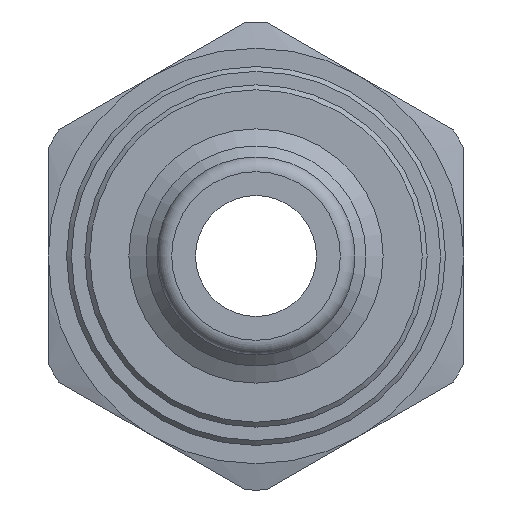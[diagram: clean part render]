
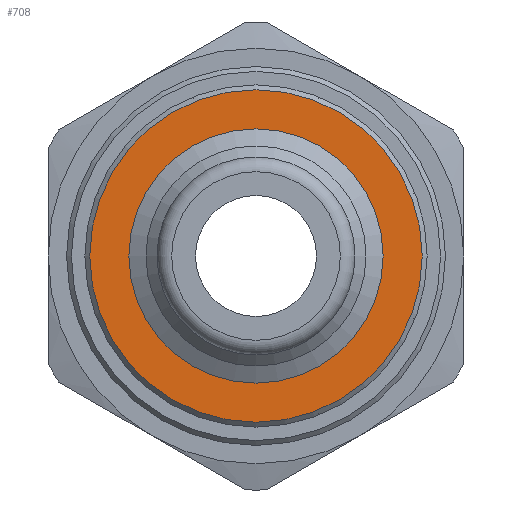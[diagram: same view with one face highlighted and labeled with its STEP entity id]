
A CAD part, left-side view. The second image highlights one B-rep face of the part: STEP entity #708.
In plain terms, the highlighted planar face has unit normal (-1, 0, 0).
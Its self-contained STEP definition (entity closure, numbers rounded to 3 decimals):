
#102=PLANE('',#792);
#112=FACE_BOUND('',#223,.T.);
#164=FACE_OUTER_BOUND('',#222,.T.);
#222=EDGE_LOOP('',(#596));
#223=EDGE_LOOP('',(#597));
#301=CIRCLE('',#790,6.8);
#303=CIRCLE('',#793,5.2);
#368=VERTEX_POINT('',#1261);
#370=VERTEX_POINT('',#1266);
#455=EDGE_CURVE('',#368,#368,#301,.T.);
#457=EDGE_CURVE('',#370,#370,#303,.T.);
#596=ORIENTED_EDGE('',*,*,#455,.F.);
#597=ORIENTED_EDGE('',*,*,#457,.T.);
#708=ADVANCED_FACE('',(#164,#112),#102,.T.);
#790=AXIS2_PLACEMENT_3D('',#1262,#966,#967);
#792=AXIS2_PLACEMENT_3D('',#1265,#970,#971);
#793=AXIS2_PLACEMENT_3D('',#1267,#972,#973);
#966=DIRECTION('center_axis',(1.,0.,0.));
#967=DIRECTION('ref_axis',(0.,-1.,0.));
#970=DIRECTION('center_axis',(-1.,0.,0.));
#971=DIRECTION('ref_axis',(0.,0.,1.));
#972=DIRECTION('center_axis',(1.,0.,0.));
#973=DIRECTION('ref_axis',(0.,1.,0.));
#1261=CARTESIAN_POINT('',(23.5,6.8,0.));
#1262=CARTESIAN_POINT('Origin',(23.5,0.,0.));
#1265=CARTESIAN_POINT('Origin',(23.5,6.1,0.));
#1266=CARTESIAN_POINT('',(23.5,5.2,0.));
#1267=CARTESIAN_POINT('Origin',(23.5,0.,0.));
